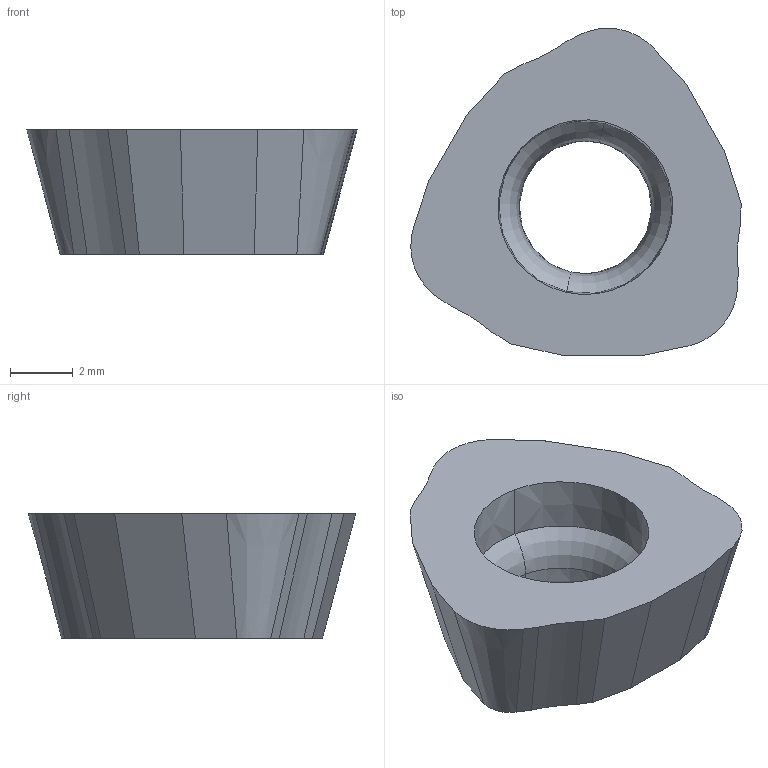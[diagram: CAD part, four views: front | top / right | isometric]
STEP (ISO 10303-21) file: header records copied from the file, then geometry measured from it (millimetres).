
FILE_DESCRIPTION(/* description */ (''),/* implementation_level */ '2;1');
FILE_NAME(/* name */ 'JDMW09T320ZDSR-FT.stp',/* time_stamp */ '2021-09-07T08:29:13+09:00',/* author */ (''),/* organization */ (''),/* preprocessor_version */ 'ST-DEVELOPER v16',/* originating_system */ 'SIEMENS PLM Software NX 10.0',/* authorisation */ '');
FILE_SCHEMA (('AUTOMOTIVE_DESIGN { 1 0 10303 214 3 1 1 1 }'));
Length unit declared in the file: millimetre
Products named in the file (1): JDMW09T320ZDSR-FT
Bounding box: 10.51 x 10.43 x 3.97 mm (x, y, z)
Volume: 186.3 mm3; surface area: 280.9 mm2
Topology: 1 solids, 1 shells, 32 faces, 104 edges, 98 vertices
Faces by surface type: plane 18, cone 9, cylinder 3, torus 2
Entity records: 1250 total; most frequent: CARTESIAN_POINT 211, DIRECTION 202, ORIENTED_EDGE 166, EDGE_CURVE 83, LINE 72, VECTOR 72, AXIS2_PLACEMENT_3D 65, VERTEX_POINT 54
